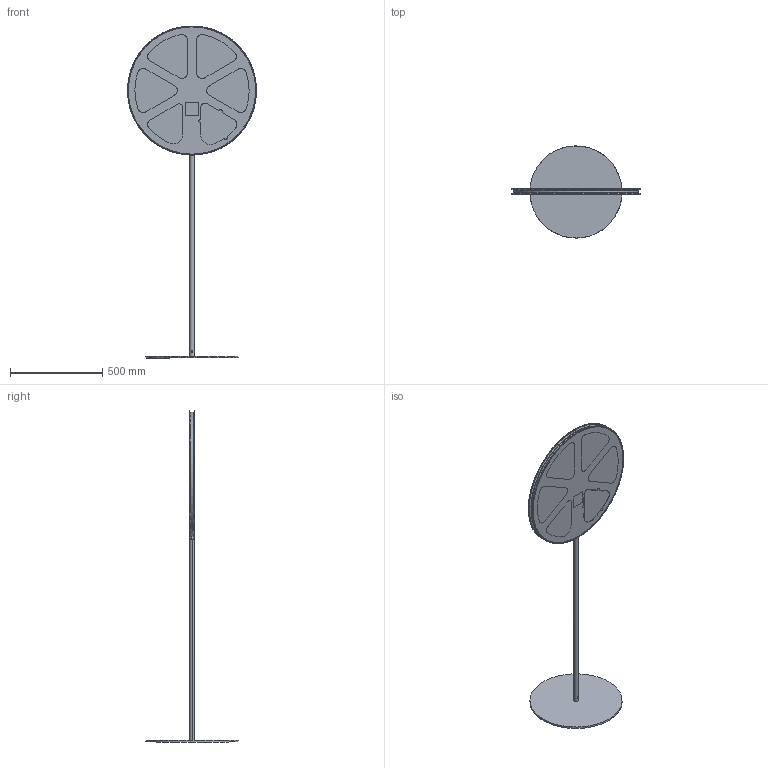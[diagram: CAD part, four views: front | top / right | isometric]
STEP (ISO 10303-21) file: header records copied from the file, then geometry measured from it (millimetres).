
FILE_DESCRIPTION(/* description */ (''),/* implementation_level */ '2;1');
FILE_NAME(/* name */ 'Se|eS Floor',/* time_stamp */ '2023-02-27T17:09:02+01:00',/* author */ (''),/* organization */ (''),/* preprocessor_version */ 'ST-DEVELOPER v16.5',/* originating_system */ 'Rhino 7.27',/* authorisation */ '');
FILE_SCHEMA (('AUTOMOTIVE_DESIGN'));
Length unit declared in the file: millimetre
Products named in the file (7): Document; 087332_--SE-ES BASE D.500; 087119_--LAMPADA SPECCHIO SCOCCA SX; 086931_--LAMPADA SPECCHIO SCOCCA DX; 085522_--LAMPADA SPECCHIO SPECCHIO D695; 087201_--STRIP LED FLESSIBILE IP66; 087161_--LAMPADA SPECCHIO ASTA TERRA ALTA
Assembly tree (7 placements, depth 2):
  Document
    087332_--SE-ES BASE D.500
    087119_--LAMPADA SPECCHIO SCOCCA SX
    086931_--LAMPADA SPECCHIO SCOCCA DX
    085522_--LAMPADA SPECCHIO SPECCHIO D695  x2
    087201_--STRIP LED FLESSIBILE IP66
    087161_--LAMPADA SPECCHIO ASTA TERRA ALTA
Bounding box: 699.71 x 499.96 x 1801.5 mm (x, y, z)
Volume: 7998398 mm3; surface area: 3133048.4 mm2
Topology: 7 solids, 7 shells, 286 faces, 783 edges, 512 vertices
Faces by surface type: cylinder 156, plane 97, bspline 33
Entity records: 10330 total; most frequent: CARTESIAN_POINT 5111, ORIENTED_EDGE 1554, EDGE_CURVE 777, VERTEX_POINT 508, B_SPLINE_CURVE_WITH_KNOTS 420, EDGE_LOOP 333, DIRECTION 289, ADVANCED_FACE 282
